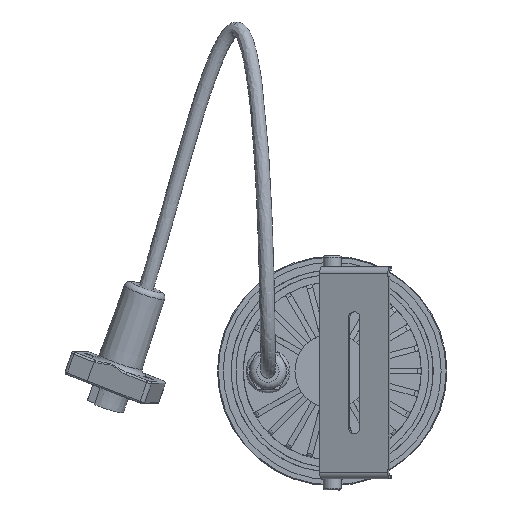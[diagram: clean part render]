
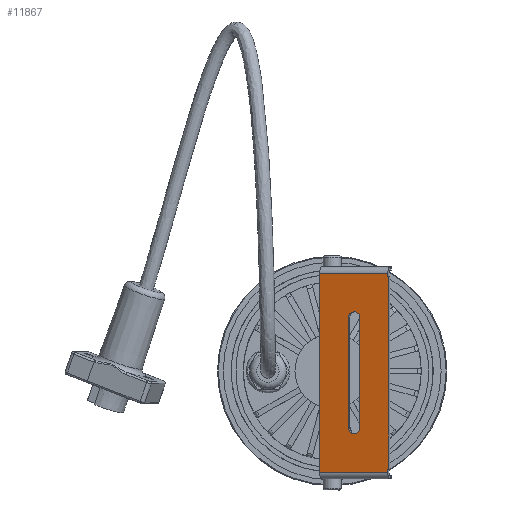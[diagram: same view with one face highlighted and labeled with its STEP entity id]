
A CAD part, left-side view. The second image highlights one B-rep face of the part: STEP entity #11867.
In plain terms, the highlighted face is planar.
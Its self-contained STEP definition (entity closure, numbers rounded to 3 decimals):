
#407=CIRCLE($,#12773,3.25);
#409=CIRCLE($,#12777,3.25);
#747=FACE_BOUND($,#2666,.T.);
#748=FACE_BOUND($,#2667,.T.);
#1219=PLANE($,#12783);
#2666=EDGE_LOOP($,(#10761,#10762,#10763,#10764));
#2667=EDGE_LOOP($,(#10765,#10766,#10767,#10768,#10769,#10770,#10771,#10772));
#3772=LINE($,#22197,#4875);
#3776=LINE($,#22204,#4879);
#3783=LINE($,#22227,#4886);
#3785=LINE($,#22231,#4888);
#3792=LINE($,#22249,#4895);
#3795=LINE($,#22258,#4898);
#3798=LINE($,#22266,#4901);
#3801=LINE($,#22270,#4904);
#3803=LINE($,#22273,#4906);
#3804=LINE($,#22275,#4907);
#4875=VECTOR($,#15529,39.525);
#4879=VECTOR($,#15535,1.8);
#4886=VECTOR($,#15558,39.525);
#4888=VECTOR($,#15562,1.8);
#4895=VECTOR($,#15577,60.);
#4898=VECTOR($,#15588,60.);
#4901=VECTOR($,#15593,104.8);
#4904=VECTOR($,#15598,0.475);
#4906=VECTOR($,#15602,108.401);
#4907=VECTOR($,#15605,0.475);
#6070=VERTEX_POINT($,#22177);
#6075=VERTEX_POINT($,#22191);
#6078=VERTEX_POINT($,#22202);
#6080=VERTEX_POINT($,#22207);
#6085=VERTEX_POINT($,#22221);
#6087=VERTEX_POINT($,#22230);
#6091=VERTEX_POINT($,#22239);
#6092=VERTEX_POINT($,#22241);
#6094=VERTEX_POINT($,#22247);
#6096=VERTEX_POINT($,#22253);
#6099=VERTEX_POINT($,#22263);
#6100=VERTEX_POINT($,#22265);
#7626=EDGE_CURVE($,#6070,#6075,#3772,.T.);
#7630=EDGE_CURVE($,#6078,#6075,#3776,.T.);
#7641=EDGE_CURVE($,#6080,#6085,#3783,.T.);
#7643=EDGE_CURVE($,#6087,#6080,#3785,.T.);
#7648=EDGE_CURVE($,#6092,#6091,#407,.T.);
#7652=EDGE_CURVE($,#6091,#6094,#3792,.T.);
#7655=EDGE_CURVE($,#6094,#6096,#409,.T.);
#7657=EDGE_CURVE($,#6096,#6092,#3795,.T.);
#7660=EDGE_CURVE($,#6100,#6099,#3798,.T.);
#7663=EDGE_CURVE($,#6078,#6100,#3801,.T.);
#7665=EDGE_CURVE($,#6070,#6085,#3803,.T.);
#7666=EDGE_CURVE($,#6099,#6087,#3804,.T.);
#10761=ORIENTED_EDGE($,*,*,#7648,.T.);
#10762=ORIENTED_EDGE($,*,*,#7652,.T.);
#10763=ORIENTED_EDGE($,*,*,#7655,.T.);
#10764=ORIENTED_EDGE($,*,*,#7657,.T.);
#10765=ORIENTED_EDGE($,*,*,#7666,.T.);
#10766=ORIENTED_EDGE($,*,*,#7643,.T.);
#10767=ORIENTED_EDGE($,*,*,#7641,.T.);
#10768=ORIENTED_EDGE($,*,*,#7665,.F.);
#10769=ORIENTED_EDGE($,*,*,#7626,.T.);
#10770=ORIENTED_EDGE($,*,*,#7630,.F.);
#10771=ORIENTED_EDGE($,*,*,#7663,.T.);
#10772=ORIENTED_EDGE($,*,*,#7660,.T.);
#11867=ADVANCED_FACE($,(#747,#748),#1219,.T.);
#12773=AXIS2_PLACEMENT_3D($,#22242,#15570,#15571);
#12777=AXIS2_PLACEMENT_3D($,#22255,#15583,#15584);
#12783=AXIS2_PLACEMENT_3D($,#22277,#15607,#15608);
#15529=DIRECTION($,(-0.668,0.,0.744));
#15535=DIRECTION($,(0.,-1.,0.));
#15558=DIRECTION($,(0.668,0.,-0.744));
#15562=DIRECTION($,(0.,1.,0.));
#15570=DIRECTION('center_axis',(0.744,0.,0.668));
#15571=DIRECTION('ref_axis',(-0.668,0.,0.744));
#15577=DIRECTION($,(0.,-1.,0.));
#15583=DIRECTION('center_axis',(0.744,0.,0.668));
#15584=DIRECTION('ref_axis',(0.668,0.,-0.744));
#15588=DIRECTION($,(0.,1.,0.));
#15593=DIRECTION($,(0.,1.,0.));
#15598=DIRECTION($,(-0.668,0.,0.744));
#15602=DIRECTION($,(0.,1.,0.));
#15605=DIRECTION($,(0.668,0.,-0.744));
#15607=DIRECTION('center_axis',(-0.744,0.,-0.668));
#15608=DIRECTION('ref_axis',(-0.668,0.,0.744));
#22177=CARTESIAN_POINT('',(-75.713,-54.2,-31.689));
#22191=CARTESIAN_POINT('',(-102.105,-54.2,-2.266));
#22197=CARTESIAN_POINT($,(-102.105,-54.2,-2.266));
#22202=CARTESIAN_POINT('',(-102.105,-52.4,-2.266));
#22204=CARTESIAN_POINT($,(-102.105,-52.4,-2.266));
#22207=CARTESIAN_POINT('',(-102.105,54.2,-2.266));
#22221=CARTESIAN_POINT('',(-75.713,54.2,-31.689));
#22227=CARTESIAN_POINT($,(-75.713,54.2,-31.689));
#22230=CARTESIAN_POINT('',(-102.105,52.4,-2.266));
#22231=CARTESIAN_POINT($,(-102.105,52.4,-2.266));
#22239=CARTESIAN_POINT('',(-91.238,30.,-14.381));
#22241=CARTESIAN_POINT('',(-86.898,30.,-19.22));
#22242=CARTESIAN_POINT('Origin',(-89.068,30.,-16.801));
#22247=CARTESIAN_POINT('',(-91.238,-30.,-14.381));
#22249=CARTESIAN_POINT($,(-91.238,-15.,-14.381));
#22253=CARTESIAN_POINT('',(-86.898,-30.,-19.22));
#22255=CARTESIAN_POINT('Origin',(-89.068,-30.,-16.801));
#22258=CARTESIAN_POINT($,(-86.898,15.,-19.22));
#22263=CARTESIAN_POINT('',(-102.422,52.4,-1.913));
#22265=CARTESIAN_POINT('',(-102.422,-52.4,-1.913));
#22266=CARTESIAN_POINT($,(-102.422,-52.4,-1.913));
#22270=CARTESIAN_POINT($,(-75.713,-52.4,-31.689));
#22273=CARTESIAN_POINT($,(-75.713,52.4,-31.689));
#22275=CARTESIAN_POINT($,(-102.422,52.4,-1.913));
#22277=CARTESIAN_POINT('Origin',(-89.068,0.,
-16.801));
